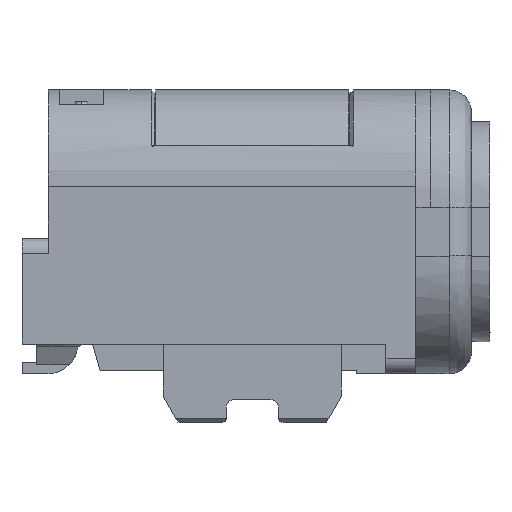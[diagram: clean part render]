
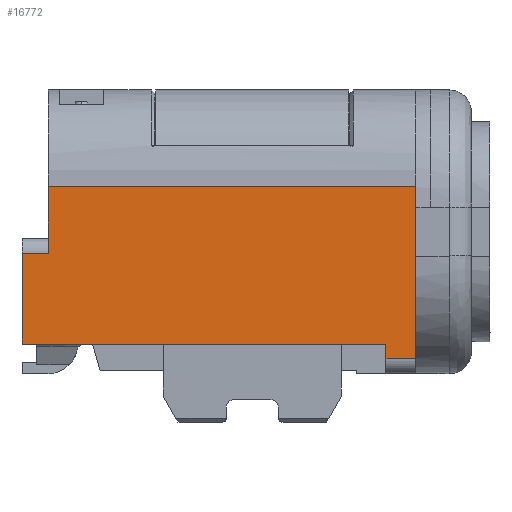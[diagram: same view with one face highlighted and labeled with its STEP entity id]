
A CAD part, left-side view. The second image highlights one B-rep face of the part: STEP entity #16772.
In plain terms, the highlighted planar face has unit normal (-1, 0, 0).
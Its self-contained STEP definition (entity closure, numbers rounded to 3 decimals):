
#905 = EDGE_CURVE ( 'NONE', #21496, #37985, #16346, .T. ) ;
#1727 = CARTESIAN_POINT ( 'NONE',  ( -5.25, -4.75, 0.99 ) ) ;
#3712 = ORIENTED_EDGE ( 'NONE', *, *, #905, .F. ) ;
#3878 = ORIENTED_EDGE ( 'NONE', *, *, #41109, .T. ) ;
#3960 = LINE ( 'NONE', #1727, #12862 ) ;
#4681 = EDGE_CURVE ( 'NONE', #39265, #35763, #3960, .T. ) ;
#5434 = ORIENTED_EDGE ( 'NONE', *, *, #20527, .T. ) ;
#6440 = EDGE_CURVE ( 'NONE', #21496, #35763, #15603, .T. ) ;
#6759 = CARTESIAN_POINT ( 'NONE',  ( -5.25, -4.75, -0.43 ) ) ;
#6997 = CARTESIAN_POINT ( 'NONE',  ( -5.25, -3.35, -0.23 ) ) ;
#7397 = LINE ( 'NONE', #16820, #22716 ) ;
#8246 = LINE ( 'NONE', #21501, #40775 ) ;
#8956 = DIRECTION ( 'NONE',  ( 0., -1., 0. ) ) ;
#9768 = DIRECTION ( 'NONE',  ( 0., -1., 0. ) ) ;
#10625 = VECTOR ( 'NONE', #43255, 1000. ) ;
#11506 = CARTESIAN_POINT ( 'NONE',  ( -5.25, 1.2, 1.89 ) ) ;
#12269 = CARTESIAN_POINT ( 'NONE',  ( -5.25, -4.75, -0.23 ) ) ;
#12765 = CARTESIAN_POINT ( 'NONE',  ( -5.25, 1.2, 3.2 ) ) ;
#12862 = VECTOR ( 'NONE', #25315, 1000. ) ;
#14963 = DIRECTION ( 'NONE',  ( -1., 0., 0. ) ) ;
#15139 = ORIENTED_EDGE ( 'NONE', *, *, #37684, .T. ) ;
#15603 = LINE ( 'NONE', #12765, #22028 ) ;
#16346 = LINE ( 'NONE', #29847, #17255 ) ;
#16772 = ADVANCED_FACE ( 'NONE', ( #41550 ), #31581, .T. ) ;
#16820 = CARTESIAN_POINT ( 'NONE',  ( -5.25, -3.75, -0.387 ) ) ;
#17255 = VECTOR ( 'NONE', #9768, 1000. ) ;
#18233 = LINE ( 'NONE', #42163, #29439 ) ;
#18612 = VERTEX_POINT ( 'NONE', #33369 ) ;
#19156 = VERTEX_POINT ( 'NONE', #30272 ) ;
#20527 = EDGE_CURVE ( 'NONE', #39265, #18612, #18233, .T. ) ;
#21320 = EDGE_LOOP ( 'NONE', ( #37745, #5434, #3878, #15139, #34610, #23997, #3712, #41030 ) ) ;
#21496 = VERTEX_POINT ( 'NONE', #11506 ) ;
#21501 = CARTESIAN_POINT ( 'NONE',  ( -5.25, -3.35, 3.2 ) ) ;
#22028 = VECTOR ( 'NONE', #36659, 1000. ) ;
#22716 = VECTOR ( 'NONE', #27659, 1000. ) ;
#22928 = EDGE_CURVE ( 'NONE', #43556, #19156, #30370, .T. ) ;
#23997 = ORIENTED_EDGE ( 'NONE', *, *, #27037, .F. ) ;
#25315 = DIRECTION ( 'NONE',  ( 0., -1., 0. ) ) ;
#27037 = EDGE_CURVE ( 'NONE', #37985, #19156, #7397, .T. ) ;
#27041 = CARTESIAN_POINT ( 'NONE',  ( -5.25, -3.35, -0.43 ) ) ;
#27659 = DIRECTION ( 'NONE',  ( 0., 0., -1. ) ) ;
#28668 = CARTESIAN_POINT ( 'NONE',  ( -5.25, -4.75, 3.2 ) ) ;
#29439 = VECTOR ( 'NONE', #38177, 1000. ) ;
#29847 = CARTESIAN_POINT ( 'NONE',  ( -5.25, -4.75, 1.89 ) ) ;
#30272 = CARTESIAN_POINT ( 'NONE',  ( -5.25, -3.75, -0.43 ) ) ;
#30370 = LINE ( 'NONE', #6759, #10625 ) ;
#31581 = PLANE ( 'NONE',  #42070 ) ;
#32389 = LINE ( 'NONE', #12269, #42443 ) ;
#32867 = CARTESIAN_POINT ( 'NONE',  ( -5.25, 1.55, 0.99 ) ) ;
#33369 = CARTESIAN_POINT ( 'NONE',  ( -5.25, 1.55, -0.23 ) ) ;
#33677 = VERTEX_POINT ( 'NONE', #6997 ) ;
#34575 = DIRECTION ( 'NONE',  ( 0., 0., -1. ) ) ;
#34610 = ORIENTED_EDGE ( 'NONE', *, *, #22928, .T. ) ;
#35763 = VERTEX_POINT ( 'NONE', #36088 ) ;
#36088 = CARTESIAN_POINT ( 'NONE',  ( -5.25, 1.2, 0.99 ) ) ;
#36659 = DIRECTION ( 'NONE',  ( 0., 0., -1. ) ) ;
#37684 = EDGE_CURVE ( 'NONE', #33677, #43556, #8246, .T. ) ;
#37745 = ORIENTED_EDGE ( 'NONE', *, *, #4681, .F. ) ;
#37985 = VERTEX_POINT ( 'NONE', #41381 ) ;
#38177 = DIRECTION ( 'NONE',  ( 0., 0., -1. ) ) ;
#39265 = VERTEX_POINT ( 'NONE', #32867 ) ;
#40775 = VECTOR ( 'NONE', #34575, 1000. ) ;
#41030 = ORIENTED_EDGE ( 'NONE', *, *, #6440, .T. ) ;
#41109 = EDGE_CURVE ( 'NONE', #18612, #33677, #32389, .T. ) ;
#41381 = CARTESIAN_POINT ( 'NONE',  ( -5.25, -3.75, 1.89 ) ) ;
#41550 = FACE_OUTER_BOUND ( 'NONE', #21320, .T. ) ;
#42070 = AXIS2_PLACEMENT_3D ( 'NONE', #28668, #14963, #42659 ) ;
#42163 = CARTESIAN_POINT ( 'NONE',  ( -5.25, 1.55, 3.2 ) ) ;
#42443 = VECTOR ( 'NONE', #8956, 1000. ) ;
#42659 = DIRECTION ( 'NONE',  ( 0., -1., 0. ) ) ;
#43255 = DIRECTION ( 'NONE',  ( 0., -1., 0. ) ) ;
#43556 = VERTEX_POINT ( 'NONE', #27041 ) ;
